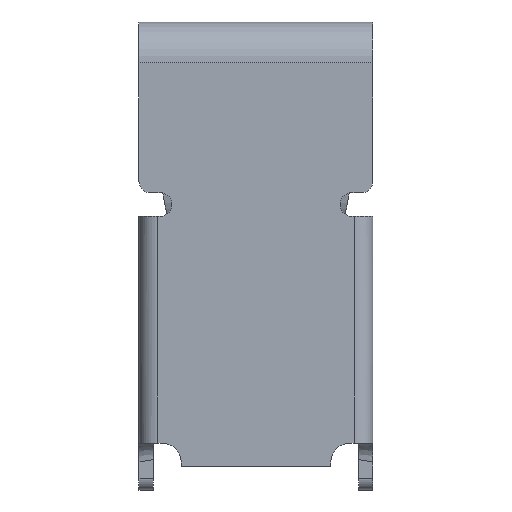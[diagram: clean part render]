
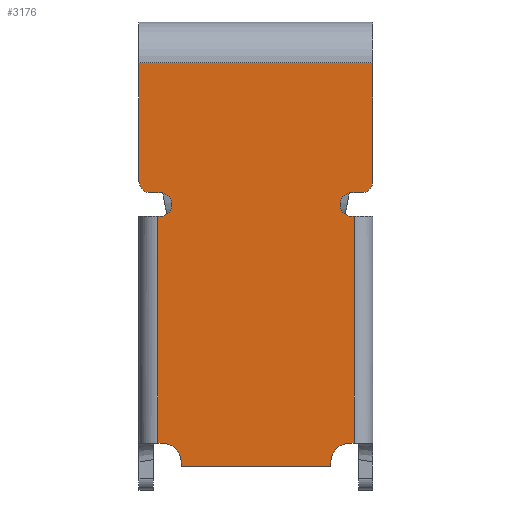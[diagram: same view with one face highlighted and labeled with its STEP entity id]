
A CAD part, front view. The second image highlights one B-rep face of the part: STEP entity #3176.
In plain terms, the highlighted planar face has unit normal (0, -1, 0).
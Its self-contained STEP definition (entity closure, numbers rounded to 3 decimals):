
#687=DIRECTION('',(0.,0.,-1.));
#688=VECTOR('',#687,0.505);
#689=CARTESIAN_POINT('',(0.5,0.,-0.175));
#690=LINE('',#689,#688);
#852=CARTESIAN_POINT('',(-0.4,0.,-1.88));
#853=DIRECTION('',(0.,1.,0.));
#854=DIRECTION('',(0.,0.,1.));
#855=AXIS2_PLACEMENT_3D('',#852,#853,#854);
#862=DIRECTION('',(0.,0.,1.));
#863=VECTOR('',#862,0.02);
#864=CARTESIAN_POINT('',(-0.32,0.,-1.9));
#865=LINE('',#864,#863);
#866=DIRECTION('',(1.,0.,0.));
#867=VECTOR('',#866,0.02);
#868=CARTESIAN_POINT('',(-0.42,0.,-1.8));
#869=LINE('',#868,#867);
#870=DIRECTION('',(0.,0.,1.));
#871=VECTOR('',#870,0.97);
#872=CARTESIAN_POINT('',(-0.42,0.,-1.8));
#873=LINE('',#872,#871);
#874=DIRECTION('',(1.,0.,0.));
#875=VECTOR('',#874,0.01);
#876=CARTESIAN_POINT('',(-0.42,0.,-0.83));
#877=LINE('',#876,#875);
#878=CARTESIAN_POINT('',(-0.41,0.,-0.78));
#879=DIRECTION('',(0.,-1.,0.));
#880=DIRECTION('',(0.,0.,-1.));
#881=AXIS2_PLACEMENT_3D('',#878,#879,#880);
#883=DIRECTION('',(1.,0.,0.));
#884=VECTOR('',#883,0.04);
#885=CARTESIAN_POINT('',(-0.45,0.,-0.73));
#886=LINE('',#885,#884);
#887=CARTESIAN_POINT('',(-0.45,0.,-0.68));
#888=DIRECTION('',(0.,-1.,0.));
#889=DIRECTION('',(-1.,0.,0.));
#890=AXIS2_PLACEMENT_3D('',#887,#888,#889);
#892=DIRECTION('',(1.,0.,0.));
#893=VECTOR('',#892,1.);
#894=CARTESIAN_POINT('',(-0.5,0.,-0.175));
#895=LINE('',#894,#893);
#896=CARTESIAN_POINT('',(0.45,0.,-0.68));
#897=DIRECTION('',(0.,-1.,0.));
#898=DIRECTION('',(0.,0.,-1.));
#899=AXIS2_PLACEMENT_3D('',#896,#897,#898);
#901=DIRECTION('',(-1.,0.,0.));
#902=VECTOR('',#901,0.04);
#903=CARTESIAN_POINT('',(0.45,0.,-0.73));
#904=LINE('',#903,#902);
#905=CARTESIAN_POINT('',(0.41,0.,-0.78));
#906=DIRECTION('',(0.,-1.,0.));
#907=DIRECTION('',(0.,0.,1.));
#908=AXIS2_PLACEMENT_3D('',#905,#906,#907);
#910=DIRECTION('',(-1.,0.,0.));
#911=VECTOR('',#910,0.01);
#912=CARTESIAN_POINT('',(0.42,0.,-0.83));
#913=LINE('',#912,#911);
#914=DIRECTION('',(0.,0.,-1.));
#915=VECTOR('',#914,0.97);
#916=CARTESIAN_POINT('',(0.42,0.,-0.83));
#917=LINE('',#916,#915);
#918=DIRECTION('',(-1.,0.,0.));
#919=VECTOR('',#918,0.02);
#920=CARTESIAN_POINT('',(0.42,0.,-1.8));
#921=LINE('',#920,#919);
#922=DIRECTION('',(0.,0.,1.));
#923=VECTOR('',#922,0.02);
#924=CARTESIAN_POINT('',(0.32,0.,-1.9));
#925=LINE('',#924,#923);
#938=DIRECTION('',(1.,0.,0.));
#939=VECTOR('',#938,0.64);
#940=CARTESIAN_POINT('',(-0.32,0.,-1.9));
#941=LINE('',#940,#939);
#946=CARTESIAN_POINT('',(0.4,0.,-1.88));
#947=DIRECTION('',(0.,1.,0.));
#948=DIRECTION('',(-1.,0.,0.));
#949=AXIS2_PLACEMENT_3D('',#946,#947,#948);
#1403=DIRECTION('',(0.,0.,-1.));
#1404=VECTOR('',#1403,0.505);
#1405=CARTESIAN_POINT('',(-0.5,0.,-0.175));
#1406=LINE('',#1405,#1404);
#1793=CARTESIAN_POINT('',(-0.5,0.,-0.175));
#1795=VERTEX_POINT('',#1793);
#1797=CARTESIAN_POINT('',(0.5,0.,-0.175));
#1799=VERTEX_POINT('',#1797);
#1908=CARTESIAN_POINT('',(-0.41,0.,-0.83));
#1909=CARTESIAN_POINT('',(-0.41,0.,-0.73));
#1910=VERTEX_POINT('',#1908);
#1911=VERTEX_POINT('',#1909);
#1969=CARTESIAN_POINT('',(0.41,0.,-0.73));
#1970=CARTESIAN_POINT('',(0.41,0.,-0.83));
#1971=VERTEX_POINT('',#1969);
#1972=VERTEX_POINT('',#1970);
#2013=CARTESIAN_POINT('',(0.32,0.,-1.9));
#2015=VERTEX_POINT('',#2013);
#2017=CARTESIAN_POINT('',(-0.32,0.,-1.9));
#2018=VERTEX_POINT('',#2017);
#2066=CARTESIAN_POINT('',(-0.42,0.,-0.83));
#2067=VERTEX_POINT('',#2066);
#2068=CARTESIAN_POINT('',(-0.42,0.,-1.8));
#2069=VERTEX_POINT('',#2068);
#2070=CARTESIAN_POINT('',(0.42,0.,-0.83));
#2071=CARTESIAN_POINT('',(0.42,0.,-1.8));
#2072=VERTEX_POINT('',#2070);
#2073=VERTEX_POINT('',#2071);
#2118=CARTESIAN_POINT('',(0.45,0.,-0.73));
#2119=VERTEX_POINT('',#2118);
#2120=CARTESIAN_POINT('',(0.5,0.,-0.68));
#2121=VERTEX_POINT('',#2120);
#2122=CARTESIAN_POINT('',(-0.5,0.,-0.68));
#2123=CARTESIAN_POINT('',(-0.45,0.,-0.73));
#2124=VERTEX_POINT('',#2122);
#2125=VERTEX_POINT('',#2123);
#2139=CARTESIAN_POINT('',(0.32,0.,-1.88));
#2141=VERTEX_POINT('',#2139);
#2143=CARTESIAN_POINT('',(0.4,0.,-1.8));
#2145=VERTEX_POINT('',#2143);
#2147=CARTESIAN_POINT('',(-0.4,0.,-1.8));
#2149=VERTEX_POINT('',#2147);
#2151=CARTESIAN_POINT('',(-0.32,0.,-1.88));
#2153=VERTEX_POINT('',#2151);
#3133=CARTESIAN_POINT('',(-0.5,0.,-0.175));
#3134=DIRECTION('',(0.,-1.,0.));
#3135=DIRECTION('',(0.,0.,-1.));
#3136=AXIS2_PLACEMENT_3D('',#3133,#3134,#3135);
#3137=PLANE('',#3136);
#3139=ORIENTED_EDGE('',*,*,#3138,.T.);
#3140=ORIENTED_EDGE('',*,*,#3125,.F.);
#3141=ORIENTED_EDGE('',*,*,#3114,.F.);
#3143=ORIENTED_EDGE('',*,*,#3142,.T.);
#3145=ORIENTED_EDGE('',*,*,#3144,.T.);
#3147=ORIENTED_EDGE('',*,*,#3146,.T.);
#3149=ORIENTED_EDGE('',*,*,#3148,.F.);
#3151=ORIENTED_EDGE('',*,*,#3150,.F.);
#3153=ORIENTED_EDGE('',*,*,#3152,.F.);
#3155=ORIENTED_EDGE('',*,*,#3154,.T.);
#3156=ORIENTED_EDGE('',*,*,#2989,.T.);
#3157=ORIENTED_EDGE('',*,*,#3048,.F.);
#3159=ORIENTED_EDGE('',*,*,#3158,.T.);
#3161=ORIENTED_EDGE('',*,*,#3160,.T.);
#3163=ORIENTED_EDGE('',*,*,#3162,.F.);
#3165=ORIENTED_EDGE('',*,*,#3164,.T.);
#3167=ORIENTED_EDGE('',*,*,#3166,.T.);
#3169=ORIENTED_EDGE('',*,*,#3168,.F.);
#3171=ORIENTED_EDGE('',*,*,#3170,.F.);
#3173=ORIENTED_EDGE('',*,*,#3172,.F.);
#3174=EDGE_LOOP('',(#3139,#3140,#3141,#3143,#3145,#3147,#3149,#3151,#3153,#3155,
#3156,#3157,#3159,#3161,#3163,#3165,#3167,#3169,#3171,#3173));
#3175=FACE_OUTER_BOUND('',#3174,.F.);
#856=CIRCLE('',#855,0.08);
#882=CIRCLE('',#881,0.05);
#891=CIRCLE('',#890,0.05);
#900=CIRCLE('',#899,0.05);
#909=CIRCLE('',#908,0.05);
#950=CIRCLE('',#949,0.08);
#2989=EDGE_CURVE('',#1799,#2121,#690,.T.);
#3048=EDGE_CURVE('',#2119,#2121,#900,.T.);
#3114=EDGE_CURVE('',#2069,#2149,#869,.T.);
#3125=EDGE_CURVE('',#2149,#2153,#856,.T.);
#3138=EDGE_CURVE('',#2018,#2153,#865,.T.);
#3142=EDGE_CURVE('',#2069,#2067,#873,.T.);
#3144=EDGE_CURVE('',#2067,#1910,#877,.T.);
#3146=EDGE_CURVE('',#1910,#1911,#882,.T.);
#3148=EDGE_CURVE('',#2125,#1911,#886,.T.);
#3150=EDGE_CURVE('',#2124,#2125,#891,.T.);
#3152=EDGE_CURVE('',#1795,#2124,#1406,.T.);
#3154=EDGE_CURVE('',#1795,#1799,#895,.T.);
#3158=EDGE_CURVE('',#2119,#1971,#904,.T.);
#3160=EDGE_CURVE('',#1971,#1972,#909,.T.);
#3162=EDGE_CURVE('',#2072,#1972,#913,.T.);
#3164=EDGE_CURVE('',#2072,#2073,#917,.T.);
#3166=EDGE_CURVE('',#2073,#2145,#921,.T.);
#3168=EDGE_CURVE('',#2141,#2145,#950,.T.);
#3170=EDGE_CURVE('',#2015,#2141,#925,.T.);
#3172=EDGE_CURVE('',#2018,#2015,#941,.T.);
#3176=ADVANCED_FACE('',(#3175),#3137,.T.);
